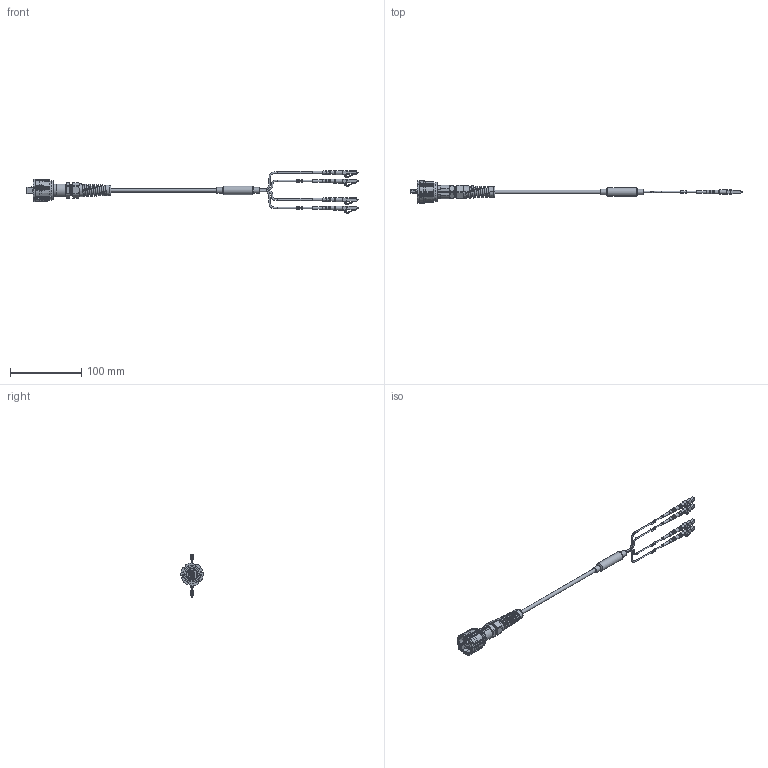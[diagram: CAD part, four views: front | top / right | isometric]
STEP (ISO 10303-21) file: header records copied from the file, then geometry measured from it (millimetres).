
FILE_DESCRIPTION (( 'STEP AP214' ), '1' );
FILE_NAME ('FOCS2ODMPFBLCA24.step', '2022-10-19T19:01:53', ( '' ), ( '' ), 'SwSTEP 2.0', 'SolidWorks 2022', '' );
FILE_SCHEMA (( 'AUTOMOTIVE_DESIGN' ));
Length unit declared in the file: millimetre
Products named in the file (24): 1AF02-003^FOCS2ODMPFBLCA24; Copy of 12^C-ENM15-104_IP-MPO-LXX-FX-XX-00_FOCS2ODMPFBLCA24; Copy of 8^C-ENM15-104_IP-MPO-LXX-FX-XX-00_FOCS2ODMPFBLCA24; FOCS2ODMPFBLCA24; 2mm AQUA OM3 LSZH^FOCS2ODMPFBLCA24_AQUA; 1AF02-003-MA2^1AF02-003_FOCS2ODMPFBLCA24; Copy of 11^C-ENM15-104_IP-MPO-LXX-FX-XX-00_FOCS2ODMPFBLCA24; C-ENM15-104_IP-MPO-LXX-FX-XX-00^FOCS2ODMPFBLCA24; fanout, heat shrink covered^FOCS2ODMPFBLCA24; number ring^FOCS2ODMPFBLCA24; Copy of 4^C-ENM15-104_IP-MPO-LXX-FX-XX-00_FOCS2ODMPFBLCA24; Copy of 13^C-ENM15-104_IP-MPO-LXX-FX-XX-00_FOCS2ODMPFBLCA24; lszh om3 fiber cable, 5.0mm, 12f^FOCS2ODMPFBLCA24; Copy of 5^C-ENM15-104_IP-MPO-LXX-FX-XX-00_FOCS2ODMPFBLCA24; Copy of 10^C-ENM15-104_IP-MPO-LXX-FX-XX-00_FOCS2ODMPFBLCA24; 1AF02-003-MA4^1AF02-003_FOCS2ODMPFBLCA24; Copy of 14^C-ENM15-104_IP-MPO-LXX-FX-XX-00_FOCS2ODMPFBLCA24; Copy of 16^C-ENM15-104_IP-MPO-LXX-FX-XX-00_FOCS2ODMPFBLCA24; 1AF02-003-MA1^1AF02-003_FOCS2ODMPFBLCA24; Copy of 7^C-ENM15-104_IP-MPO-LXX-FX-XX-00_FOCS2ODMPFBLCA24; Copy of 19^C-ENM15-104_IP-MPO-LXX-FX-XX-00_FOCS2ODMPFBLCA24; Copy of 1^C-ENM15-104_IP-MPO-LXX-FX-XX-00_FOCS2ODMPFBLCA24; Copy of 6^C-ENM15-104_IP-MPO-LXX-FX-XX-00_FOCS2ODMPFBLCA24; Copy of 18^C-ENM15-104_IP-MPO-LXX-FX-XX-00_FOCS2ODMPFBLCA24
Assembly tree (29 placements, depth 3):
  FOCS2ODMPFBLCA24
    C-ENM15-104_IP-MPO-LXX-FX-XX-00^FOCS2ODMPFBLCA24
      Copy of 1^C-ENM15-104_IP-MPO-LXX-FX-XX-00_FOCS2ODMPFBLCA24
      Copy of 4^C-ENM15-104_IP-MPO-LXX-FX-XX-00_FOCS2ODMPFBLCA24
      Copy of 5^C-ENM15-104_IP-MPO-LXX-FX-XX-00_FOCS2ODMPFBLCA24
      Copy of 6^C-ENM15-104_IP-MPO-LXX-FX-XX-00_FOCS2ODMPFBLCA24
      Copy of 7^C-ENM15-104_IP-MPO-LXX-FX-XX-00_FOCS2ODMPFBLCA24
      Copy of 8^C-ENM15-104_IP-MPO-LXX-FX-XX-00_FOCS2ODMPFBLCA24
      Copy of 10^C-ENM15-104_IP-MPO-LXX-FX-XX-00_FOCS2ODMPFBLCA24
      Copy of 11^C-ENM15-104_IP-MPO-LXX-FX-XX-00_FOCS2ODMPFBLCA24
      Copy of 12^C-ENM15-104_IP-MPO-LXX-FX-XX-00_FOCS2ODMPFBLCA24
      Copy of 13^C-ENM15-104_IP-MPO-LXX-FX-XX-00_FOCS2ODMPFBLCA24
      Copy of 14^C-ENM15-104_IP-MPO-LXX-FX-XX-00_FOCS2ODMPFBLCA24
      Copy of 16^C-ENM15-104_IP-MPO-LXX-FX-XX-00_FOCS2ODMPFBLCA24
      Copy of 18^C-ENM15-104_IP-MPO-LXX-FX-XX-00_FOCS2ODMPFBLCA24
      Copy of 19^C-ENM15-104_IP-MPO-LXX-FX-XX-00_FOCS2ODMPFBLCA24
    lszh om3 fiber cable, 5.0mm, 12f^FOCS2ODMPFBLCA24
    fanout, heat shrink covered^FOCS2ODMPFBLCA24
    2mm AQUA OM3 LSZH^FOCS2ODMPFBLCA24_AQUA
    1AF02-003^FOCS2ODMPFBLCA24  x4
      1AF02-003-MA1^1AF02-003_FOCS2ODMPFBLCA24
      1AF02-003-MA2^1AF02-003_FOCS2ODMPFBLCA24
      1AF02-003-MA4^1AF02-003_FOCS2ODMPFBLCA24
    number ring^FOCS2ODMPFBLCA24  x4
Bounding box: 466.73 x 31.55 x 60.28 mm (x, y, z)
Volume: 49816.2 mm3; surface area: 35992.2 mm2
Topology: 38 solids, 42 shells, 2615 faces, 6642 edges, 4098 vertices
Faces by surface type: plane 1093, cylinder 791, bspline 302, cone 182, torus 126, sphere 121
Full cylindrical faces by diameter (mm): 0.127 x24, 1.27 x4, 2 x6, 2.159 x4, 2.286 x4, 2.819 x4, 2.87 x8, 3.048 x12, 3.175 x8, 3.2 x12, 3.556 x12, 3.683 x4, 5 x1, 5.588 x4, 8 x2, 12 x1
Entity records: 74207 total; most frequent: CARTESIAN_POINT 27553, ORIENTED_EDGE 9258, DIRECTION 8116, EDGE_CURVE 4629, VERTEX_POINT 2991, AXIS2_PLACEMENT_3D 2931, LINE 2254, VECTOR 2254
